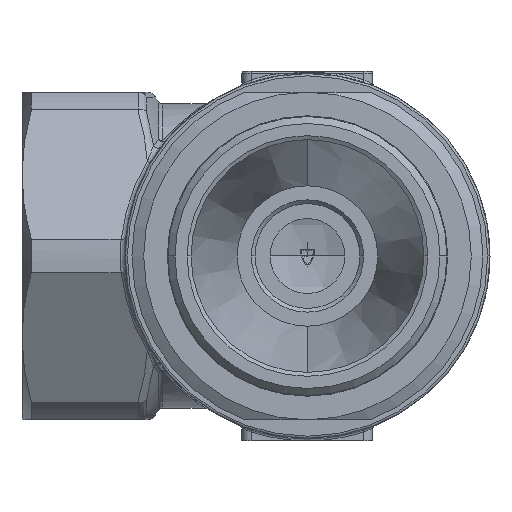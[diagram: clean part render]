
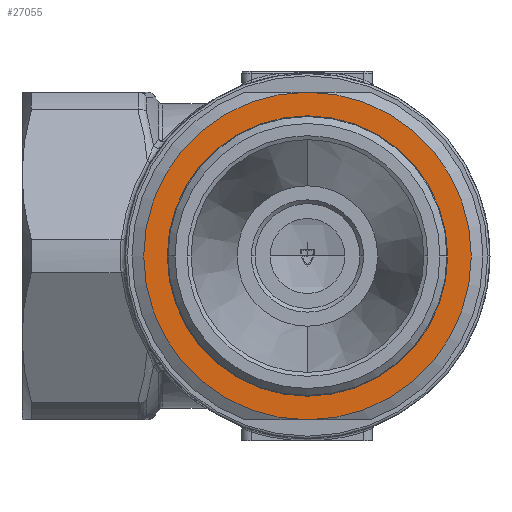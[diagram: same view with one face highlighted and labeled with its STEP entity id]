
A CAD part, front view. The second image highlights one B-rep face of the part: STEP entity #27055.
In plain terms, the highlighted planar face has unit normal (0, -1, 0).
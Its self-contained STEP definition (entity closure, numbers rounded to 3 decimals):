
#1602 = CARTESIAN_POINT ( 'NONE',  ( 0., -3.5, 0. ) ) ;
#3473 = DIRECTION ( 'NONE',  ( 0., 1., 0. ) ) ;
#4196 = DIRECTION ( 'NONE',  ( 0., 1., 0. ) ) ;
#4444 = DIRECTION ( 'NONE',  ( -1., 0., 0. ) ) ;
#4778 = CARTESIAN_POINT ( 'NONE',  ( 0., -3.5, 0. ) ) ;
#7118 = AXIS2_PLACEMENT_3D ( 'NONE', #4778, #25038, #7683 ) ;
#7683 = DIRECTION ( 'NONE',  ( -1., 0., 0. ) ) ;
#8039 = EDGE_LOOP ( 'NONE', ( #27635, #15903 ) ) ;
#8915 = CARTESIAN_POINT ( 'NONE',  ( 35., -3.5, 0. ) ) ;
#9332 = CARTESIAN_POINT ( 'NONE',  ( -35., -3.5, 0. ) ) ;
#11883 = VERTEX_POINT ( 'NONE', #28624 ) ;
#12106 = PLANE ( 'NONE',  #21401 ) ;
#12234 = DIRECTION ( 'NONE',  ( 1., 0., 0. ) ) ;
#14198 = AXIS2_PLACEMENT_3D ( 'NONE', #21483, #4196, #24432 ) ;
#15513 = CARTESIAN_POINT ( 'NONE',  ( -29.955, -3.5, 0. ) ) ;
#15903 = ORIENTED_EDGE ( 'NONE', *, *, #17745, .T. ) ;
#16992 = VERTEX_POINT ( 'NONE', #25921 ) ;
#17011 = CIRCLE ( 'NONE', #24070, 35. ) ;
#17035 = VERTEX_POINT ( 'NONE', #8915 ) ;
#17745 = EDGE_CURVE ( 'NONE', #16992, #31292, #30905, .T. ) ;
#17782 = CIRCLE ( 'NONE', #27514, 29.955 ) ;
#18751 = CIRCLE ( 'NONE', #7118, 35. ) ;
#20477 = EDGE_CURVE ( 'NONE', #11883, #17035, #18751, .T. ) ;
#20772 = CARTESIAN_POINT ( 'NONE',  ( 0., -3.5, 0. ) ) ;
#21401 = AXIS2_PLACEMENT_3D ( 'NONE', #9332, #29582, #12234 ) ;
#21483 = CARTESIAN_POINT ( 'NONE',  ( 0., -3.5, 0. ) ) ;
#21782 = DIRECTION ( 'NONE',  ( 0., 1., 0. ) ) ;
#23700 = DIRECTION ( 'NONE',  ( -1., 0., 0. ) ) ;
#23885 = FACE_OUTER_BOUND ( 'NONE', #32928, .T. ) ;
#24070 = AXIS2_PLACEMENT_3D ( 'NONE', #20772, #3473, #23700 ) ;
#24432 = DIRECTION ( 'NONE',  ( -1., 0., 0. ) ) ;
#25038 = DIRECTION ( 'NONE',  ( 0., 1., 0. ) ) ;
#25921 = CARTESIAN_POINT ( 'NONE',  ( 29.955, -3.5, 0. ) ) ;
#27055 = ADVANCED_FACE ( 'NONE', ( #31610, #23885 ), #12106, .T. ) ;
#27514 = AXIS2_PLACEMENT_3D ( 'NONE', #1602, #21782, #4444 ) ;
#27635 = ORIENTED_EDGE ( 'NONE', *, *, #33293, .T. ) ;
#28624 = CARTESIAN_POINT ( 'NONE',  ( -35., -3.5, 0. ) ) ;
#29582 = DIRECTION ( 'NONE',  ( 0., -1., 0. ) ) ;
#30905 = CIRCLE ( 'NONE', #14198, 29.955 ) ;
#31292 = VERTEX_POINT ( 'NONE', #15513 ) ;
#31610 = FACE_BOUND ( 'NONE', #8039, .T. ) ;
#32356 = EDGE_CURVE ( 'NONE', #17035, #11883, #17011, .T. ) ;
#32928 = EDGE_LOOP ( 'NONE', ( #36259, #33809 ) ) ;
#33293 = EDGE_CURVE ( 'NONE', #31292, #16992, #17782, .T. ) ;
#33809 = ORIENTED_EDGE ( 'NONE', *, *, #32356, .F. ) ;
#36259 = ORIENTED_EDGE ( 'NONE', *, *, #20477, .F. ) ;
